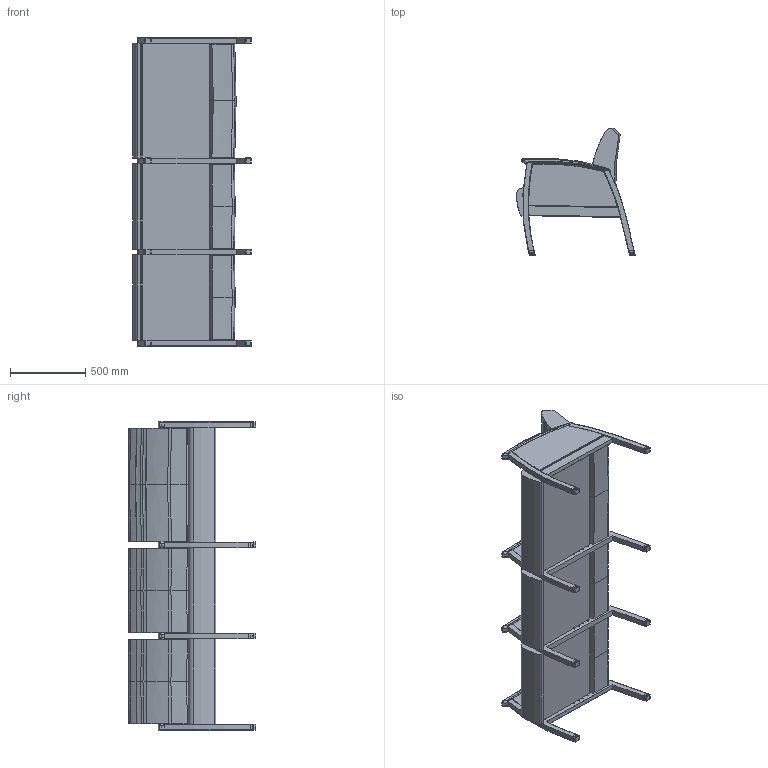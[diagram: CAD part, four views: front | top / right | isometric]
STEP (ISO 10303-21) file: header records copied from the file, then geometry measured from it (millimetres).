
FILE_DESCRIPTION(/* description */ (''),/* implementation_level */ '2;1');
FILE_NAME(/* name */ 'KOL30IBRPU.stp',/* time_stamp */ '2016-03-29T08:16:54-04:00',/* author */ ('emerkel'),/* organization */ (''),/* preprocessor_version */ 'ST-DEVELOPER v16.1',/* originating_system */ 'Autodesk Inventor 2016',/* authorisation */ '');
FILE_SCHEMA (('AUTOMOTIVE_DESIGN { 1 0 10303 214 3 1 1 }'));
Length unit declared in the file: inch
Products named in the file (11): KOL ARML-1; KOL ARMI-1; KOL ARMR-1; KOL10B NEW SEAT; KOL10B NEW BACK; KOL10 NEW BACK; KOL10 SEAT; EV7000 MAC BLK; LEG CAP KOL; UPANEL KOL10; KOL30IBRPU
Assembly tree (26 placements, depth 2):
  KOL30IBRPU
    KOL ARML-1
    KOL ARMI-1  x2
    KOL ARMR-1
    KOL10B NEW SEAT
    KOL10B NEW BACK
    KOL10 NEW BACK  x2
    KOL10 SEAT  x2
    EV7000 MAC BLK  x4
    LEG CAP KOL  x8
    UPANEL KOL10  x4
Bounding box: 788.91 x 847.66 x 2062.16 mm (x, y, z)
Volume: 321061595.5 mm3; surface area: 9639817.8 mm2
Topology: 28 solids, 28 shells, 1163 faces, 2967 edges, 1858 vertices
Faces by surface type: cylinder 443, plane 440, bspline 184, torus 64, sphere 32
Full cylindrical faces by diameter (mm): 6.35 x60
Entity records: 16863 total; most frequent: CARTESIAN_POINT 6562, ORIENTED_EDGE 2092, DIRECTION 1869, EDGE_CURVE 1046, AXIS2_PLACEMENT_3D 731, VERTEX_POINT 703, EDGE_LOOP 577, FACE_OUTER_BOUND 414
